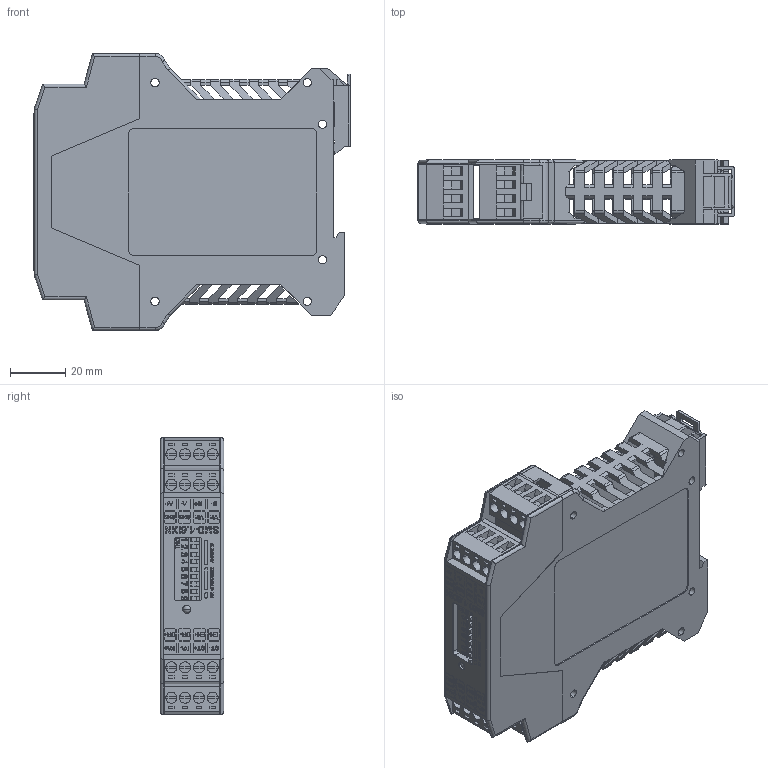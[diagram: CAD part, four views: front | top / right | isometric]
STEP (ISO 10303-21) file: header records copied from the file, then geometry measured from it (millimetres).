
FILE_DESCRIPTION(('FreeCAD Model'),'2;1');
FILE_NAME('Open CASCADE Shape Model','2021-12-13T08:31:01',('Author'),( ''),'Open CASCADE STEP processor 7.5','FreeCAD','Unknown');
FILE_SCHEMA(('AUTOMOTIVE_DESIGN { 1 0 10303 214 1 1 1 1 }'));
Products named in the file (1): SMD-1.6DIN
Bounding box: 114.24 x 23 x 100 mm (x, y, z)
Volume: 63154.8 mm3; surface area: 68371.1 mm2
Topology: 37 solids, 37 shells, 2563 faces, 6872 edges, 4532 vertices
Faces by surface type: plane 2004, bspline 356, cylinder 197, torus 4, sphere 2
Entity records: 198505 total; most frequent: CARTESIAN_POINT 64025, DIRECTION 22990, LINE 17445, VECTOR 17445, ORIENTED_EDGE 13740, PCURVE 13740, DEFINITIONAL_REPRESENTATION 13740, EDGE_CURVE 6870
